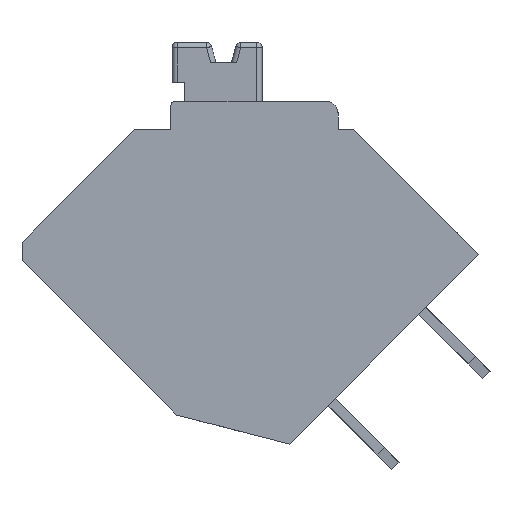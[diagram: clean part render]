
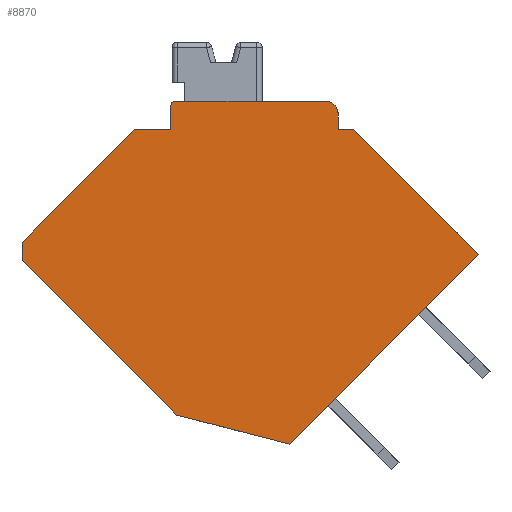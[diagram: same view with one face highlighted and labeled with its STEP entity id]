
A CAD part, left-side view. The second image highlights one B-rep face of the part: STEP entity #8870.
In plain terms, the highlighted planar face has unit normal (-1, 0, 0).
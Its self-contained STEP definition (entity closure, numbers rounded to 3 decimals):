
#197=PLANE('',#9439);
#491=CIRCLE('',#9409,0.5);
#493=CIRCLE('',#9413,0.2);
#1161=ORIENTED_EDGE('',*,*,#3757,.F.);
#1162=ORIENTED_EDGE('',*,*,#3763,.T.);
#1163=ORIENTED_EDGE('',*,*,#3573,.F.);
#1164=ORIENTED_EDGE('',*,*,#3754,.F.);
#1165=ORIENTED_EDGE('',*,*,#3729,.F.);
#1166=ORIENTED_EDGE('',*,*,#3592,.F.);
#1167=ORIENTED_EDGE('',*,*,#3749,.F.);
#1168=ORIENTED_EDGE('',*,*,#3748,.F.);
#1169=ORIENTED_EDGE('',*,*,#3672,.T.);
#1170=ORIENTED_EDGE('',*,*,#3667,.F.);
#1171=ORIENTED_EDGE('',*,*,#3679,.T.);
#1172=ORIENTED_EDGE('',*,*,#3677,.F.);
#1173=ORIENTED_EDGE('',*,*,#3737,.F.);
#3573=EDGE_CURVE('',#4897,#4898,#5760,.T.);
#3592=EDGE_CURVE('',#4914,#4915,#5779,.T.);
#3667=EDGE_CURVE('',#4983,#4984,#5849,.T.);
#3672=EDGE_CURVE('',#4988,#4984,#491,.T.);
#3677=EDGE_CURVE('',#4992,#4989,#5856,.T.);
#3679=EDGE_CURVE('',#4983,#4989,#493,.T.);
#3729=EDGE_CURVE('',#4915,#5029,#5906,.T.);
#3737=EDGE_CURVE('',#5034,#4992,#5911,.T.);
#3748=EDGE_CURVE('',#4988,#5040,#5918,.T.);
#3749=EDGE_CURVE('',#5040,#4914,#5919,.T.);
#3754=EDGE_CURVE('',#5029,#4897,#5924,.T.);
#3757=EDGE_CURVE('',#5042,#5034,#5927,.T.);
#3763=EDGE_CURVE('',#5042,#4898,#5932,.F.);
#4897=VERTEX_POINT('',#12980);
#4898=VERTEX_POINT('',#12982);
#4914=VERTEX_POINT('',#13019);
#4915=VERTEX_POINT('',#13021);
#4983=VERTEX_POINT('',#13170);
#4984=VERTEX_POINT('',#13172);
#4988=VERTEX_POINT('',#13186);
#4989=VERTEX_POINT('',#13190);
#4992=VERTEX_POINT('',#13195);
#5029=VERTEX_POINT('',#13295);
#5034=VERTEX_POINT('',#13310);
#5040=VERTEX_POINT('',#13327);
#5042=VERTEX_POINT('',#13342);
#5760=LINE('',#12981,#6804);
#5779=LINE('',#13020,#6823);
#5849=LINE('',#13171,#6893);
#5856=LINE('',#13196,#6900);
#5906=LINE('',#13297,#6950);
#5911=LINE('',#13311,#6955);
#5918=LINE('',#13329,#6962);
#5919=LINE('',#13331,#6963);
#5924=LINE('',#13337,#6968);
#5927=LINE('',#13343,#6971);
#5932=LINE('',#13353,#6976);
#6804=VECTOR('',#10327,1000.);
#6823=VECTOR('',#10352,1000.);
#6893=VECTOR('',#10446,1000.);
#6900=VECTOR('',#10461,1000.);
#6950=VECTOR('',#10539,1000.);
#6955=VECTOR('',#10552,1000.);
#6962=VECTOR('',#10569,1000.);
#6963=VECTOR('',#10572,1000.);
#6968=VECTOR('',#10579,1000.);
#6971=VECTOR('',#10584,1000.);
#6976=VECTOR('',#10595,1000.);
#7753=EDGE_LOOP('',(#1161,#1162,#1163,#1164,#1165,#1166,#1167,#1168,#1169,
#1170,#1171,#1172,#1173));
#8250=FACE_BOUND('',#7753,.T.);
#8870=ADVANCED_FACE('',(#8250),#197,.T.);
#9409=AXIS2_PLACEMENT_3D('',#13185,#10453,#10454);
#9413=AXIS2_PLACEMENT_3D('',#13199,#10466,#10467);
#9439=AXIS2_PLACEMENT_3D('',#13352,#10593,#10594);
#10327=DIRECTION('',(0.,0.707,0.707));
#10352=DIRECTION('',(0.,-0.707,-0.707));
#10446=DIRECTION('',(0.,-1.,0.));
#10453=DIRECTION('',(-1.,0.,0.));
#10454=DIRECTION('',(0.,0.,1.));
#10461=DIRECTION('',(0.,0.,1.));
#10466=DIRECTION('',(-1.,0.,0.));
#10467=DIRECTION('',(0.,0.,1.));
#10539=DIRECTION('',(0.,0.707,-0.707));
#10552=DIRECTION('',(0.,-1.,0.));
#10569=DIRECTION('',(0.,0.,-1.));
#10572=DIRECTION('',(0.,-1.,0.));
#10579=DIRECTION('',(0.,0.968,0.25));
#10584=DIRECTION('',(0.,-0.707,0.707));
#10593=DIRECTION('',(-1.,0.,0.));
#10594=DIRECTION('',(0.,0.,1.));
#10595=DIRECTION('',(0.,0.,1.));
#12980=CARTESIAN_POINT('',(-3.85,3.017,-6.364));
#12981=CARTESIAN_POINT('',(-3.85,3.017,-6.364));
#12982=CARTESIAN_POINT('',(-3.85,9.027,-0.354));
#13019=CARTESIAN_POINT('',(-3.85,-3.85,4.731));
#13020=CARTESIAN_POINT('',(-3.85,-3.85,4.731));
#13021=CARTESIAN_POINT('',(-3.85,-8.722,-0.141));
#13170=CARTESIAN_POINT('',(-3.85,3.05,5.831));
#13171=CARTESIAN_POINT('',(-3.85,3.25,5.831));
#13172=CARTESIAN_POINT('',(-3.85,-2.75,5.831));
#13185=CARTESIAN_POINT('',(-3.85,-2.75,5.331));
#13186=CARTESIAN_POINT('',(-3.85,-3.25,5.331));
#13190=CARTESIAN_POINT('',(-3.85,3.25,5.631));
#13195=CARTESIAN_POINT('',(-3.85,3.25,4.731));
#13196=CARTESIAN_POINT('',(-3.85,3.25,5.831));
#13199=CARTESIAN_POINT('',(-3.85,3.05,5.631));
#13295=CARTESIAN_POINT('',(-3.85,-1.368,-7.495));
#13297=CARTESIAN_POINT('',(-3.85,-8.722,-0.141));
#13310=CARTESIAN_POINT('',(-3.85,4.65,4.731));
#13311=CARTESIAN_POINT('',(-3.85,3.25,4.731));
#13327=CARTESIAN_POINT('',(-3.85,-3.25,4.731));
#13329=CARTESIAN_POINT('',(-3.85,-3.25,4.731));
#13331=CARTESIAN_POINT('',(-3.85,-3.85,4.731));
#13337=CARTESIAN_POINT('',(-3.85,-1.368,-7.495));
#13342=CARTESIAN_POINT('',(-3.85,9.027,0.354));
#13343=CARTESIAN_POINT('',(-3.85,9.381,0.));
#13352=CARTESIAN_POINT('',(-3.85,0.,0.));
#13353=CARTESIAN_POINT('',(-3.85,9.027,0.));
